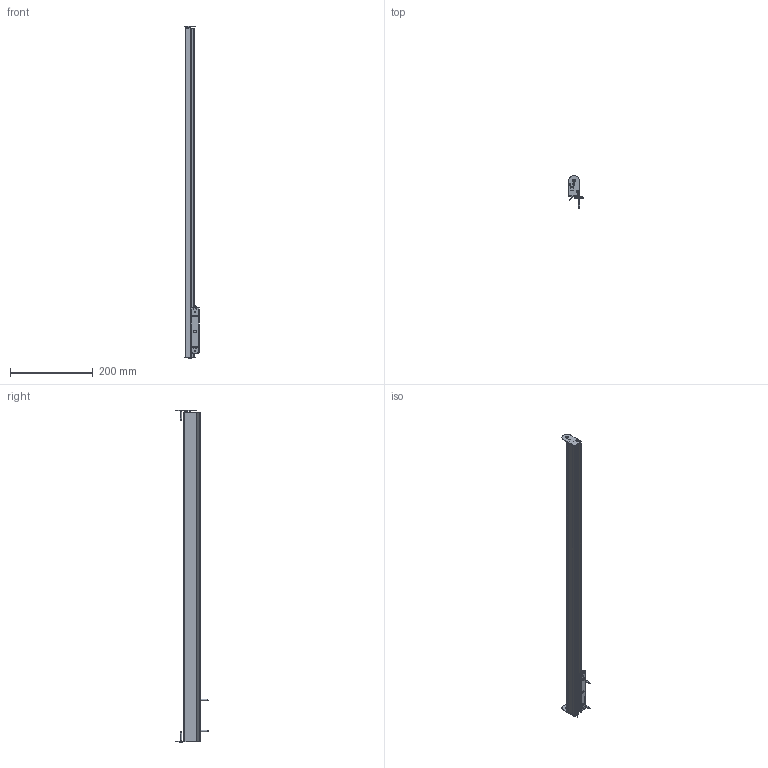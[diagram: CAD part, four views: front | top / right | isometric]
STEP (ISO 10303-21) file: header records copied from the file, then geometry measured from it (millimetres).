
FILE_DESCRIPTION (( 'STEP AP203' ), '1' );
FILE_NAME ('SN DIN L 800.STEP', '2025-03-04T12:43:46', ( '' ), ( '' ), 'SwSTEP 2.0', 'SolidWorks 2023', '' );
FILE_SCHEMA (( 'CONFIG_CONTROL_DESIGN' ));
Length unit declared in the file: millimetre
Products named in the file (12): Haltewinkel_SN_DIN links mit Ausschnitt hinten; 1003082_mit 0mm Dichtungseinstand ; 1003082_mit 4mm Dichtungseinstand ; Haltewinkel_SN_DIN links Schliesskante; Bodenführung_SN DIN links_Bodenluft 10-DIN links; 1003081_links mit Ausschnitt; SN DIN L 800; Innengeometrie_SN_schräg_800; Bodenblech_SN_no name; Schraube d3.5x25; Aussengehäuse_SN_1000; 1003081_links 
Assembly tree (14 placements, depth 3):
  SN DIN L 800
    Aussengehäuse_SN_1000
    Innengeometrie_SN_schräg_800
    Haltewinkel_SN_DIN links Schliesskante
      1003081_links 
      1003082_mit 4mm Dichtungseinstand 
    Haltewinkel_SN_DIN links mit Ausschnitt hinten
      1003081_links mit Ausschnitt
      1003082_mit 0mm Dichtungseinstand 
    Schraube d3.5x25  x4
    Bodenführung_SN DIN links_Bodenluft 10-DIN links
    Bodenblech_SN_no name
Bounding box: 34.38 x 79 x 801.85 mm (x, y, z)
Volume: 243863.6 mm3; surface area: 358536.4 mm2
Topology: 39 solids, 39 shells, 2104 faces, 5788 edges, 3765 vertices
Faces by surface type: plane 1014, bspline 809, cylinder 193, torus 36, cone 30, sphere 22
Entity records: 99611 total; most frequent: CARTESIAN_POINT 52949, ORIENTED_EDGE 10886, DIRECTION 6588, EDGE_CURVE 5443, VERTEX_POINT 3564, LINE 3412, VECTOR 3412, EDGE_LOOP 2201
